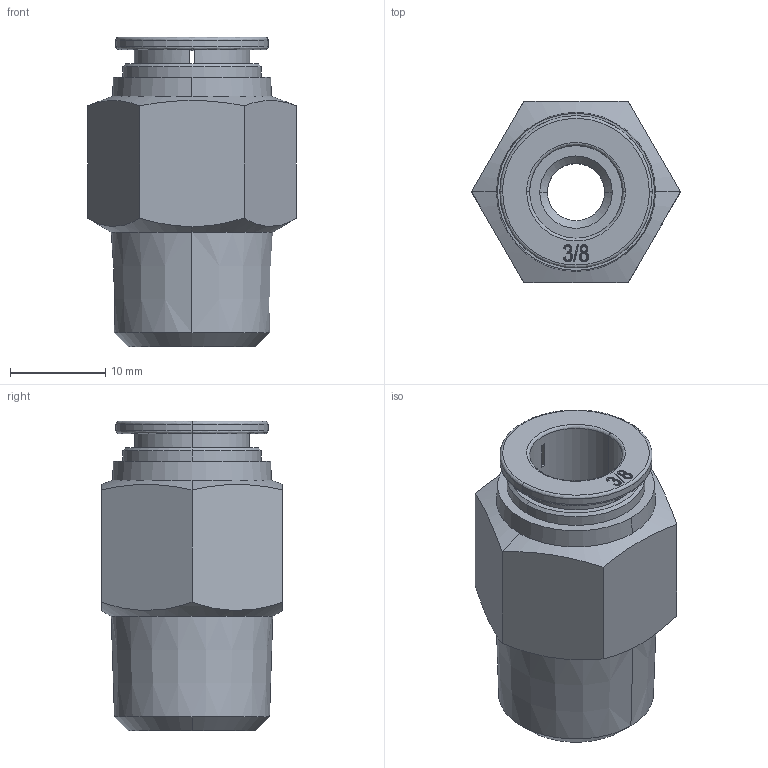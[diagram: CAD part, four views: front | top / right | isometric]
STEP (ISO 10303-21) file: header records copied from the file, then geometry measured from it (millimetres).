
FILE_DESCRIPTION (( 'STEP AP214' ), '1' );
FILE_NAME ('MS38-38N-SS.STEP', '2018-03-13T19:39:09', ( '' ), ( '' ), 'SwSTEP 2.0', 'SolidWorks 2017', '' );
FILE_SCHEMA (( 'AUTOMOTIVE_DESIGN' ));
Length unit declared in the file: inch
Products named in the file (1): MS38-38N-SS
Bounding box: 21.94 x 19 x 32.5 mm (x, y, z)
Volume: 6164.7 mm3; surface area: 3367.5 mm2
Topology: 1 solids, 1 shells, 91 faces, 227 edges, 146 vertices
Faces by surface type: bspline 32, plane 31, cone 18, cylinder 10
Entity records: 3813 total; most frequent: CARTESIAN_POINT 1829, ORIENTED_EDGE 454, DIRECTION 310, EDGE_CURVE 227, VERTEX_POINT 146, AXIS2_PLACEMENT_3D 118, EDGE_LOOP 105, B_SPLINE_CURVE_WITH_KNOTS 93
